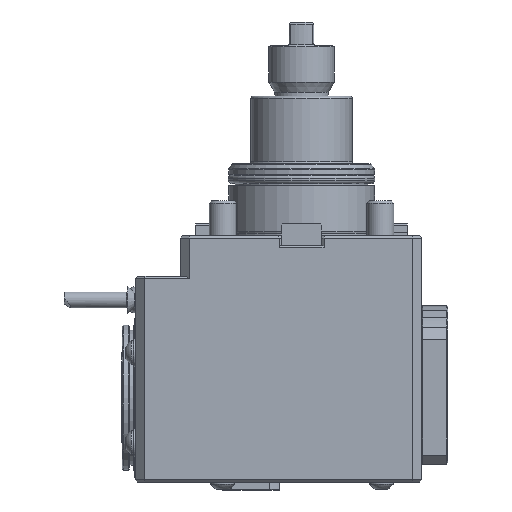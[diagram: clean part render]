
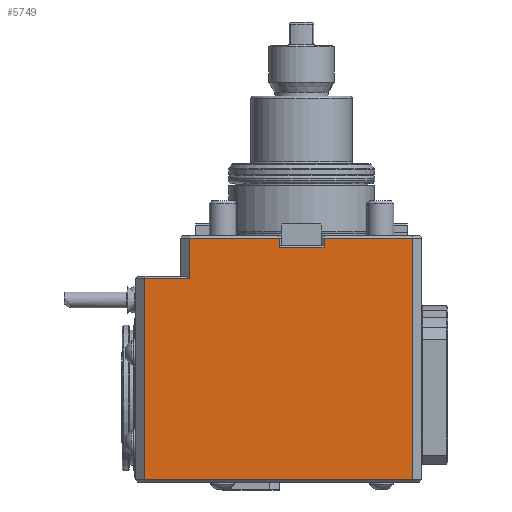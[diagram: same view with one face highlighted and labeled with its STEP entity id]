
A CAD part, front view. The second image highlights one B-rep face of the part: STEP entity #5749.
In plain terms, the highlighted planar face has unit normal (0, -1, 0).
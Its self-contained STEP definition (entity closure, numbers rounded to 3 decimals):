
#304=LINE('',#9520,#822);
#305=LINE('',#9522,#823);
#307=LINE('',#9526,#825);
#314=LINE('',#9546,#832);
#317=LINE('',#9555,#835);
#335=LINE('',#9594,#853);
#336=LINE('',#9597,#854);
#337=LINE('',#9599,#855);
#338=LINE('',#9600,#856);
#339=LINE('',#9602,#857);
#822=VECTOR('',#7373,1000.);
#823=VECTOR('',#7376,1000.);
#825=VECTOR('',#7380,1000.);
#832=VECTOR('',#7401,1000.);
#835=VECTOR('',#7410,1000.);
#853=VECTOR('',#7440,1000.);
#854=VECTOR('',#7441,1000.);
#855=VECTOR('',#7442,1000.);
#856=VECTOR('',#7443,1000.);
#857=VECTOR('',#7444,1000.);
#2147=ORIENTED_EDGE('',*,*,#3359,.T.);
#2148=ORIENTED_EDGE('',*,*,#3360,.T.);
#2149=ORIENTED_EDGE('',*,*,#3361,.T.);
#2150=ORIENTED_EDGE('',*,*,#3340,.T.);
#2151=ORIENTED_EDGE('',*,*,#3327,.T.);
#2152=ORIENTED_EDGE('',*,*,#3325,.T.);
#2153=ORIENTED_EDGE('',*,*,#3324,.T.);
#2154=ORIENTED_EDGE('',*,*,#3336,.T.);
#2155=ORIENTED_EDGE('',*,*,#3362,.T.);
#2156=ORIENTED_EDGE('',*,*,#3363,.F.);
#3324=EDGE_CURVE('',#3984,#3992,#304,.T.);
#3325=EDGE_CURVE('',#3985,#3984,#305,.T.);
#3327=EDGE_CURVE('',#4010,#3985,#307,.T.);
#3336=EDGE_CURVE('',#3992,#4017,#314,.T.);
#3340=EDGE_CURVE('',#4020,#4010,#317,.T.);
#3359=EDGE_CURVE('',#4035,#4036,#335,.T.);
#3360=EDGE_CURVE('',#4036,#4037,#336,.T.);
#3361=EDGE_CURVE('',#4037,#4020,#337,.T.);
#3362=EDGE_CURVE('',#4017,#4038,#338,.T.);
#3363=EDGE_CURVE('',#4035,#4038,#339,.T.);
#3984=VERTEX_POINT('',#9412);
#3985=VERTEX_POINT('',#9419);
#3992=VERTEX_POINT('',#9439);
#4010=VERTEX_POINT('',#9525);
#4017=VERTEX_POINT('',#9547);
#4020=VERTEX_POINT('',#9556);
#4035=VERTEX_POINT('',#9595);
#4036=VERTEX_POINT('',#9596);
#4037=VERTEX_POINT('',#9598);
#4038=VERTEX_POINT('',#9601);
#4708=EDGE_LOOP('',(#2147,#2148,#2149,#2150,#2151,#2152,#2153,#2154,#2155,
#2156));
#5161=FACE_BOUND('',#4708,.T.);
#5415=PLANE('',#6273);
#5749=ADVANCED_FACE('',(#5161),#5415,.F.);
#6273=AXIS2_PLACEMENT_3D('',#9593,#7438,#7439);
#7373=DIRECTION('',(1.,0.,0.));
#7376=DIRECTION('',(0.,0.,-1.));
#7380=DIRECTION('',(-1.,0.,0.));
#7401=DIRECTION('',(0.,0.,1.));
#7410=DIRECTION('',(0.,0.,-1.));
#7438=DIRECTION('',(0.,1.,0.));
#7439=DIRECTION('',(-1.,0.,0.));
#7440=DIRECTION('',(-1.,0.,0.));
#7441=DIRECTION('',(0.,0.,1.));
#7442=DIRECTION('',(-1.,0.,0.));
#7443=DIRECTION('',(-1.,0.,0.));
#7444=DIRECTION('',(0.,0.,1.));
#9412=CARTESIAN_POINT('',(-70.,-48.5,-108.5));
#9419=CARTESIAN_POINT('',(-70.,-48.5,-19.));
#9439=CARTESIAN_POINT('',(49.5,-48.5,-108.5));
#9520=CARTESIAN_POINT('',(0.,-48.5,-108.5));
#9522=CARTESIAN_POINT('',(-70.,-48.5,0.));
#9525=CARTESIAN_POINT('',(-50.,-48.5,-19.));
#9526=CARTESIAN_POINT('',(0.,-48.5,-19.));
#9546=CARTESIAN_POINT('',(49.5,-48.5,0.));
#9547=CARTESIAN_POINT('',(49.5,-48.5,-1.));
#9555=CARTESIAN_POINT('',(-50.,-48.5,0.));
#9556=CARTESIAN_POINT('',(-50.,-48.5,-1.));
#9593=CARTESIAN_POINT('',(0.,-48.5,0.));
#9594=CARTESIAN_POINT('',(-9.983,-48.5,-5.));
#9595=CARTESIAN_POINT('',(9.983,-48.5,-5.));
#9596=CARTESIAN_POINT('',(-9.983,-48.5,-5.));
#9597=CARTESIAN_POINT('',(-9.983,-48.5,-4.5));
#9598=CARTESIAN_POINT('',(-9.983,-48.5,-1.));
#9599=CARTESIAN_POINT('',(0.,-48.5,-1.));
#9600=CARTESIAN_POINT('',(0.,-48.5,-1.));
#9601=CARTESIAN_POINT('',(9.983,-48.5,-1.));
#9602=CARTESIAN_POINT('',(9.983,-48.5,-4.5));
